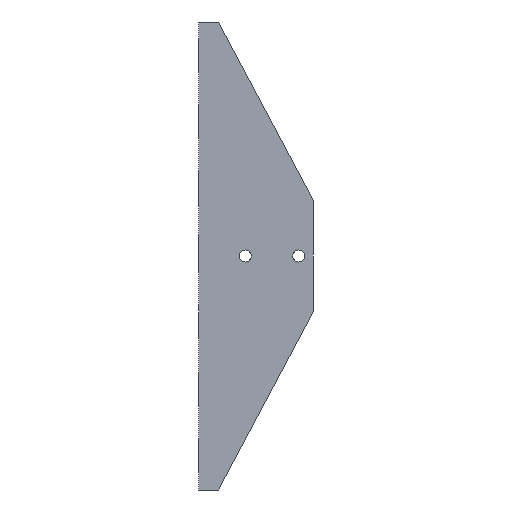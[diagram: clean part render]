
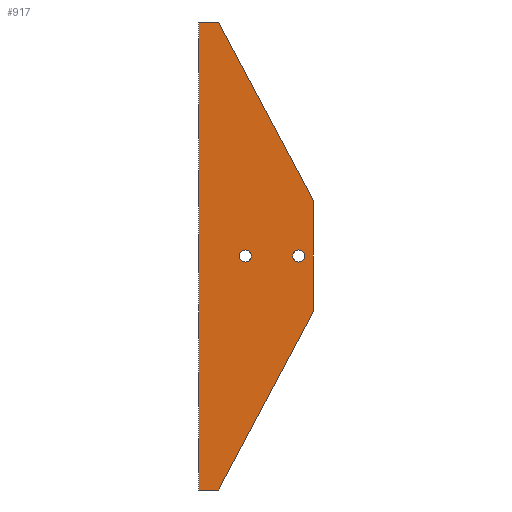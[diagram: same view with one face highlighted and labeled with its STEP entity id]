
A CAD part, left-side view. The second image highlights one B-rep face of the part: STEP entity #917.
In plain terms, the highlighted planar face has unit normal (-1, 0, 0).
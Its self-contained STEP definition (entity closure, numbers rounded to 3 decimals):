
#46=FACE_BOUND('',#149,.T.);
#47=FACE_BOUND('',#150,.T.);
#78=CIRCLE('',#1015,4.5);
#79=CIRCLE('',#1016,4.5);
#88=FACE_OUTER_BOUND('',#148,.T.);
#148=EDGE_LOOP('',(#684,#685,#686,#687,#688,#689,#690,#691));
#149=EDGE_LOOP('',(#692));
#150=EDGE_LOOP('',(#693));
#189=LINE('',#1310,#283);
#217=LINE('',#1399,#311);
#221=LINE('',#1405,#315);
#222=LINE('',#1408,#316);
#230=LINE('',#1422,#324);
#245=LINE('',#1481,#339);
#246=LINE('',#1482,#340);
#247=LINE('',#1483,#341);
#283=VECTOR('',#1059,10.);
#311=VECTOR('',#1125,10.);
#315=VECTOR('',#1131,10.);
#316=VECTOR('',#1134,10.);
#324=VECTOR('',#1146,10.);
#339=VECTOR('',#1191,10.);
#340=VECTOR('',#1192,10.);
#341=VECTOR('',#1193,10.);
#377=VERTEX_POINT('',#1307);
#378=VERTEX_POINT('',#1309);
#419=VERTEX_POINT('',#1397);
#420=VERTEX_POINT('',#1398);
#421=VERTEX_POINT('',#1403);
#422=VERTEX_POINT('',#1407);
#426=VERTEX_POINT('',#1420);
#455=VERTEX_POINT('',#1480);
#456=VERTEX_POINT('',#1484);
#457=VERTEX_POINT('',#1486);
#461=EDGE_CURVE('',#378,#377,#189,.T.);
#505=EDGE_CURVE('',#419,#420,#217,.T.);
#509=EDGE_CURVE('',#421,#420,#221,.T.);
#510=EDGE_CURVE('',#421,#422,#222,.T.);
#518=EDGE_CURVE('',#377,#426,#230,.T.);
#547=EDGE_CURVE('',#426,#455,#245,.T.);
#548=EDGE_CURVE('',#419,#455,#246,.T.);
#549=EDGE_CURVE('',#378,#422,#247,.T.);
#550=EDGE_CURVE('',#456,#456,#78,.T.);
#551=EDGE_CURVE('',#457,#457,#79,.T.);
#684=ORIENTED_EDGE('',*,*,#547,.T.);
#685=ORIENTED_EDGE('',*,*,#548,.F.);
#686=ORIENTED_EDGE('',*,*,#505,.T.);
#687=ORIENTED_EDGE('',*,*,#509,.F.);
#688=ORIENTED_EDGE('',*,*,#510,.T.);
#689=ORIENTED_EDGE('',*,*,#549,.F.);
#690=ORIENTED_EDGE('',*,*,#461,.T.);
#691=ORIENTED_EDGE('',*,*,#518,.T.);
#692=ORIENTED_EDGE('',*,*,#550,.T.);
#693=ORIENTED_EDGE('',*,*,#551,.T.);
#844=PLANE('',#1014);
#917=ADVANCED_FACE('',(#88,#46,#47),#844,.T.);
#1014=AXIS2_PLACEMENT_3D('',#1479,#1189,#1190);
#1015=AXIS2_PLACEMENT_3D('',#1485,#1194,#1195);
#1016=AXIS2_PLACEMENT_3D('',#1487,#1196,#1197);
#1059=DIRECTION('',(0.,1.,0.));
#1125=DIRECTION('',(0.,-0.47,0.883));
#1131=DIRECTION('',(0.,0.,-1.));
#1134=DIRECTION('',(0.,0.47,0.883));
#1146=DIRECTION('',(0.,0.,-1.));
#1189=DIRECTION('center_axis',(-1.,0.,0.));
#1190=DIRECTION('ref_axis',(0.,0.,
1.));
#1191=DIRECTION('',(0.,-1.,0.));
#1192=DIRECTION('',(0.,1.,0.));
#1193=DIRECTION('',(0.,-1.,0.));
#1194=DIRECTION('center_axis',(1.,0.,0.));
#1195=DIRECTION('ref_axis',(0.,0.,1.));
#1196=DIRECTION('center_axis',(1.,0.,0.));
#1197=DIRECTION('ref_axis',(0.,0.,1.));
#1307=CARTESIAN_POINT('',(-33.,1.5,0.));
#1309=CARTESIAN_POINT('',(-33.,-1.5,0.));
#1310=CARTESIAN_POINT('',(-33.,-20.652,0.));
#1397=CARTESIAN_POINT('',(-33.,-13.5,-350.));
#1398=CARTESIAN_POINT('',(-33.,-84.5,-216.5));
#1399=CARTESIAN_POINT('',(-33.,-52.84,-276.029));
#1403=CARTESIAN_POINT('',(-33.,-84.5,-133.5));
#1405=CARTESIAN_POINT('',(-33.,-84.5,0.));
#1407=CARTESIAN_POINT('',(-33.,-13.5,0.));
#1408=CARTESIAN_POINT('',(-33.,-88.34,-140.721));
#1420=CARTESIAN_POINT('',(-33.,1.5,-350.));
#1422=CARTESIAN_POINT('',(-33.,1.5,-175.));
#1479=CARTESIAN_POINT('Origin',(-33.,-41.304,-175.));
#1480=CARTESIAN_POINT('',(-33.,-1.5,-350.));
#1481=CARTESIAN_POINT('',(-33.,-21.402,-350.));
#1482=CARTESIAN_POINT('',(-33.,1.893,-350.));
#1483=CARTESIAN_POINT('',(-33.,-20.652,0.));
#1484=CARTESIAN_POINT('',(-33.,-73.5,-179.5));
#1485=CARTESIAN_POINT('Origin',(-33.,-73.5,-175.));
#1486=CARTESIAN_POINT('',(-33.,-33.5,-179.5));
#1487=CARTESIAN_POINT('Origin',(-33.,-33.5,-175.));
